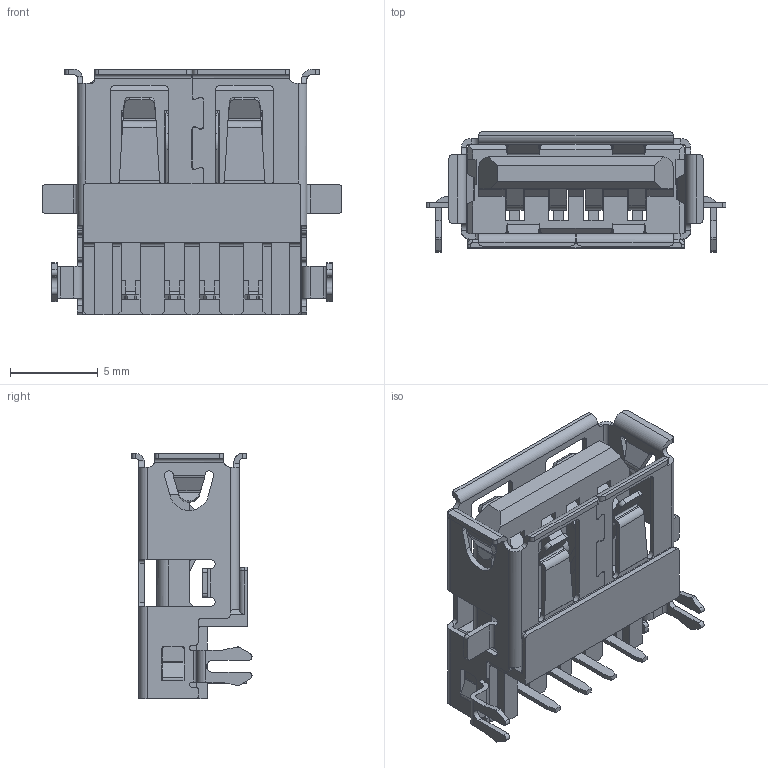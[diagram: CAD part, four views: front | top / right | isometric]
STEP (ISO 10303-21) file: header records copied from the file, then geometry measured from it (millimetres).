
FILE_DESCRIPTION(/* description */ ('STEP AP214'),/* implementation_level */ '2;1');
FILE_NAME(/* name */ 'USB1015-GF-L-A',/* time_stamp */ '2025-05-14T00:33:24+02:00',/* author */ ('License CC BY-ND 4.0'),/* organization */ ('CADENAS'),/* preprocessor_version */ 'ST-DEVELOPER v19.3',/* originating_system */ 'PARTsolutions',/* authorisation */ ' ');
FILE_SCHEMA (('AUTOMOTIVE_DESIGN {1 0 10303 214 3 1 1}'));
Length unit declared in the file: millimetre
Products named in the file (4): USB1015-GF-L-A; USB1015-GF-L-A_PART1; USB1015-GF-L-A_PART2; USB1015-GF-L-A_PART3
Assembly tree (6 placements, depth 2):
  USB1015-GF-L-A
    USB1015-GF-L-A_PART1
    USB1015-GF-L-A_PART2
    USB1015-GF-L-A_PART3  x4
Bounding box: 17.1 x 6.85 x 14 mm (x, y, z)
Volume: 411.6 mm3; surface area: 1761 mm2
Topology: 6 solids, 6 shells, 883 faces, 2433 edges, 1546 vertices
Faces by surface type: plane 539, cylinder 308, bspline 36
Entity records: 22648 total; most frequent: CARTESIAN_POINT 4962, ORIENTED_EDGE 3790, DIRECTION 3531, EDGE_CURVE 1895, LINE 1397, VECTOR 1397, VERTEX_POINT 1198, AXIS2_PLACEMENT_3D 1067
